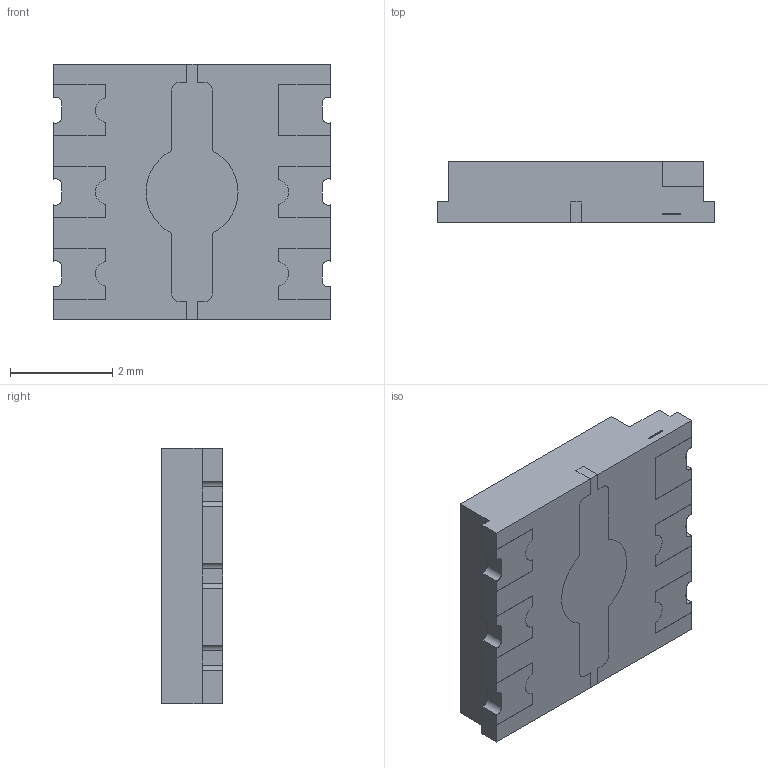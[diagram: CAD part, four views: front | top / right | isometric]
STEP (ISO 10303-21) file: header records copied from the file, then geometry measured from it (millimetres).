
FILE_DESCRIPTION (( 'STEP AP214' ), '1' );
FILE_NAME ('XZxxx146S.STEP', '2015-09-11T17:05:03', ( '' ), ( '' ), 'SwSTEP 2.0', 'SolidWorks 2012', '' );
FILE_SCHEMA (( 'AUTOMOTIVE_DESIGN' ));
Length unit declared in the file: millimetre
Products named in the file (1): XZxxx146S
Bounding box: 5.4 x 1.2 x 5 mm (x, y, z)
Volume: 30.9 mm3; surface area: 105.7 mm2
Topology: 14 solids, 14 shells, 418 faces, 1107 edges, 738 vertices
Faces by surface type: plane 267, bspline 99, cylinder 52
Entity records: 17918 total; most frequent: CARTESIAN_POINT 7619, ORIENTED_EDGE 2214, DIRECTION 1653, EDGE_CURVE 1107, VECTOR 805, LINE 805, VERTEX_POINT 738, EDGE_LOOP 439
